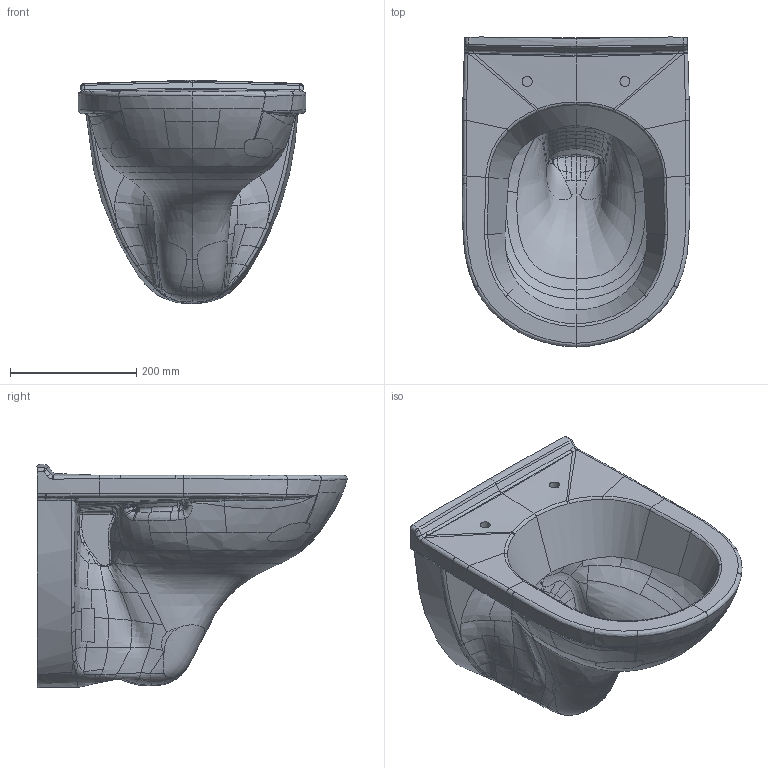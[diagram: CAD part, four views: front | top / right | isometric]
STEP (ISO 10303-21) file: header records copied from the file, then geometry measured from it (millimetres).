
FILE_DESCRIPTION(/* description */ (''),/* implementation_level */ '2;1');
FILE_NAME(/* name */ '568810_O.Novo_WWC_Compact.stp',/* time_stamp */ '2019-02-28T09:43:09+01:00',/* author */ (''),/* organization */ (''),/* preprocessor_version */ 'ST-DEVELOPER v16',/* originating_system */ 'SIEMENS PLM Software NX 10.0',/* authorisation */ '');
FILE_SCHEMA (('AUTOMOTIVE_DESIGN { 1 0 10303 214 3 1 1 1 }'));
Products named in the file (1): math2F8C06ACmh0r
Bounding box: 360.16 x 490.96 x 353.74 mm (x, y, z)
Volume: 12997843.3 mm3; surface area: 826629.5 mm2
Topology: 1 solids, 1 shells, 743 faces, 1891 edges, 1141 vertices
Faces by surface type: bspline 723, plane 14, cylinder 6
Full cylindrical faces by diameter (mm): 16 x2
Entity records: 420938 total; most frequent: CARTESIAN_POINT 409193, ORIENTED_EDGE 3748, EDGE_CURVE 1874, B_SPLINE_CURVE_WITH_KNOTS 1622, VERTEX_POINT 1139, EDGE_LOOP 749, ADVANCED_FACE 743, FACE_OUTER_BOUND 737
